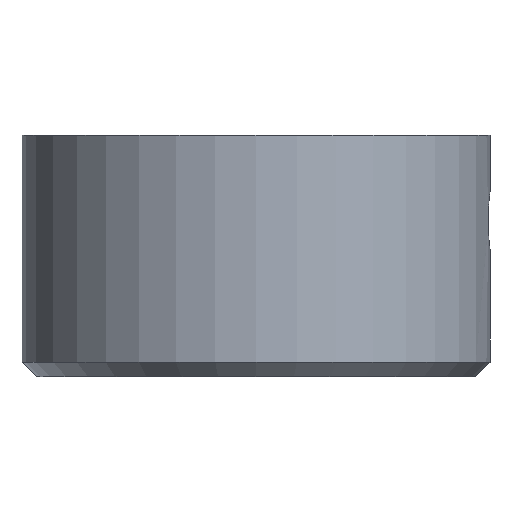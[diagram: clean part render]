
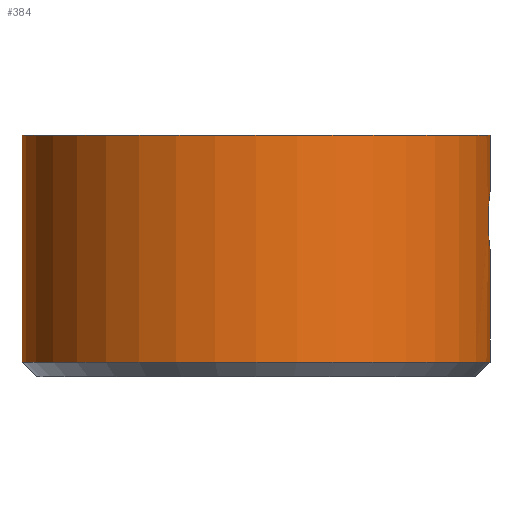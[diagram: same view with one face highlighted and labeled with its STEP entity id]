
A CAD part, left-side view. The second image highlights one B-rep face of the part: STEP entity #384.
In plain terms, the highlighted cylindrical face has radius 16 mm (diameter 32 mm), a full revolution.
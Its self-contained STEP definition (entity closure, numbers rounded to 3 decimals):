
#21=FACE_BOUND('',#107,.T.);
#50=CIRCLE('',#432,16.);
#51=CIRCLE('',#434,16.);
#78=FACE_OUTER_BOUND('',#106,.T.);
#106=EDGE_LOOP('',(#294,#295,#296,#297));
#107=EDGE_LOOP('',(#298,#299));
#142=LINE('',#710,#163);
#163=VECTOR('',#514,16.);
#178=B_SPLINE_CURVE_WITH_KNOTS('',3,(#604,#605,#606,#607,#608,#609,#610,
#611,#612,#613,#614,#615,#616,#617,#618,#619,#620,#621),.UNSPECIFIED.,.F.,
 .F.,(4,2,2,2,2,2,2,2,4),(0.302,0.377,0.453,
0.528,0.603,0.679,0.754,
0.83,0.905),.UNSPECIFIED.);
#181=B_SPLINE_CURVE_WITH_KNOTS('',3,(#661,#662,#663,#664,#665,#666,#667,
#668,#669,#670,#671,#672,#673,#674,#675,#676,#677,#678,#679),
 .UNSPECIFIED.,.F.,.F.,(4,2,2,2,3,2,2,2,4),(0.905,0.98,
1.056,1.131,1.207,1.282,1.358,
1.433,1.508),.UNSPECIFIED.);
#182=VERTEX_POINT('',#602);
#183=VERTEX_POINT('',#603);
#193=VERTEX_POINT('',#704);
#194=VERTEX_POINT('',#708);
#215=EDGE_CURVE('',#182,#183,#178,.T.);
#219=EDGE_CURVE('',#183,#182,#181,.T.);
#231=EDGE_CURVE('',#193,#193,#50,.T.);
#233=EDGE_CURVE('',#194,#194,#51,.T.);
#234=EDGE_CURVE('',#194,#193,#142,.T.);
#294=ORIENTED_EDGE('',*,*,#233,.F.);
#295=ORIENTED_EDGE('',*,*,#234,.T.);
#296=ORIENTED_EDGE('',*,*,#231,.F.);
#297=ORIENTED_EDGE('',*,*,#234,.F.);
#298=ORIENTED_EDGE('',*,*,#215,.T.);
#299=ORIENTED_EDGE('',*,*,#219,.T.);
#368=CYLINDRICAL_SURFACE('',#433,16.);
#384=ADVANCED_FACE('',(#78,#21),#368,.T.);
#432=AXIS2_PLACEMENT_3D('',#705,#507,#508);
#433=AXIS2_PLACEMENT_3D('',#707,#510,#511);
#434=AXIS2_PLACEMENT_3D('',#709,#512,#513);
#507=DIRECTION('center_axis',(0.,0.,-1.));
#508=DIRECTION('ref_axis',(1.,0.,0.));
#510=DIRECTION('center_axis',(0.,0.,1.));
#511=DIRECTION('ref_axis',(1.,0.,0.));
#512=DIRECTION('center_axis',(0.,0.,1.));
#513=DIRECTION('ref_axis',(1.,0.,0.));
#514=DIRECTION('',(0.,0.,-1.));
#602=CARTESIAN_POINT('',(0.,-16.,12.669));
#603=CARTESIAN_POINT('',(0.,-16.,8.669));
#604=CARTESIAN_POINT('Ctrl Pts',(0.,-16.,12.669));
#605=CARTESIAN_POINT('Ctrl Pts',(0.251,-16.,12.669));
#606=CARTESIAN_POINT('Ctrl Pts',(0.519,-15.993,12.619));
#607=CARTESIAN_POINT('Ctrl Pts',(1.012,-15.97,12.414));
#608=CARTESIAN_POINT('Ctrl Pts',(1.237,-15.953,12.26));
#609=CARTESIAN_POINT('Ctrl Pts',(1.592,-15.922,11.906));
#610=CARTESIAN_POINT('Ctrl Pts',(1.746,-15.905,11.681));
#611=CARTESIAN_POINT('Ctrl Pts',(1.95,-15.881,11.188));
#612=CARTESIAN_POINT('Ctrl Pts',(2.,-15.875,10.92));
#613=CARTESIAN_POINT('Ctrl Pts',(2.,-15.875,10.417));
#614=CARTESIAN_POINT('Ctrl Pts',(1.95,-15.881,10.149));
#615=CARTESIAN_POINT('Ctrl Pts',(1.746,-15.905,9.657));
#616=CARTESIAN_POINT('Ctrl Pts',(1.592,-15.922,9.432));
#617=CARTESIAN_POINT('Ctrl Pts',(1.237,-15.953,9.077));
#618=CARTESIAN_POINT('Ctrl Pts',(1.012,-15.97,8.923));
#619=CARTESIAN_POINT('Ctrl Pts',(0.519,-15.993,8.719));
#620=CARTESIAN_POINT('Ctrl Pts',(0.251,-16.,8.669));
#621=CARTESIAN_POINT('Ctrl Pts',(0.,-16.,8.669));
#661=CARTESIAN_POINT('Ctrl Pts',(0.,-16.,8.669));
#662=CARTESIAN_POINT('Ctrl Pts',(-0.251,-16.,8.669));
#663=CARTESIAN_POINT('Ctrl Pts',(-0.519,-15.993,8.719));
#664=CARTESIAN_POINT('Ctrl Pts',(-1.012,-15.97,8.923));
#665=CARTESIAN_POINT('Ctrl Pts',(-1.237,-15.953,9.077));
#666=CARTESIAN_POINT('Ctrl Pts',(-1.592,-15.922,9.432));
#667=CARTESIAN_POINT('Ctrl Pts',(-1.746,-15.905,9.657));
#668=CARTESIAN_POINT('Ctrl Pts',(-1.95,-15.881,10.149));
#669=CARTESIAN_POINT('Ctrl Pts',(-2.,-15.875,10.417));
#670=CARTESIAN_POINT('Ctrl Pts',(-2.,-15.875,10.669));
#671=CARTESIAN_POINT('Ctrl Pts',(-2.,-15.875,10.92));
#672=CARTESIAN_POINT('Ctrl Pts',(-1.95,-15.881,11.188));
#673=CARTESIAN_POINT('Ctrl Pts',(-1.746,-15.905,11.681));
#674=CARTESIAN_POINT('Ctrl Pts',(-1.592,-15.922,11.906));
#675=CARTESIAN_POINT('Ctrl Pts',(-1.237,-15.953,12.26));
#676=CARTESIAN_POINT('Ctrl Pts',(-1.012,-15.97,12.414));
#677=CARTESIAN_POINT('Ctrl Pts',(-0.519,-15.993,12.619));
#678=CARTESIAN_POINT('Ctrl Pts',(-0.251,-16.,12.669));
#679=CARTESIAN_POINT('Ctrl Pts',(0.,-16.,12.669));
#704=CARTESIAN_POINT('',(-16.,0.,1.));
#705=CARTESIAN_POINT('Origin',(0.,0.,1.));
#707=CARTESIAN_POINT('Origin',(0.,0.,0.));
#708=CARTESIAN_POINT('',(-16.,0.,16.5));
#709=CARTESIAN_POINT('Origin',(0.,0.,16.5));
#710=CARTESIAN_POINT('',(-16.,0.,0.));
